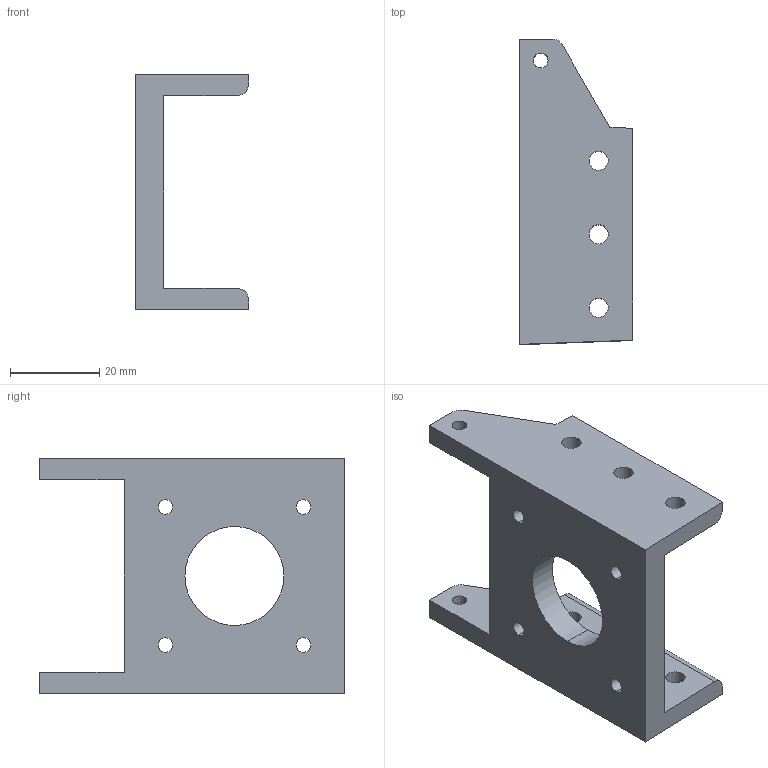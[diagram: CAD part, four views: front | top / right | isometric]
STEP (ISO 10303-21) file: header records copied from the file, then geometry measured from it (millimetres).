
FILE_DESCRIPTION (( 'STEP AP203' ), '1' );
FILE_NAME ('J2 Motor Support.STEP', '2016-07-29T00:15:38', ( '' ), ( '' ), 'SwSTEP 2.0', 'SolidWorks 2015', '' );
FILE_SCHEMA (( 'CONFIG_CONTROL_DESIGN' ));
Length unit declared in the file: inch
Products named in the file (1): J2 Motor Support
Bounding box: 25.4 x 68.53 x 52.83 mm (x, y, z)
Volume: 24650.1 mm3; surface area: 11972.5 mm2
Topology: 1 solids, 1 shells, 46 faces, 132 edges, 88 vertices
Faces by surface type: cylinder 30, plane 16
Entity records: 1663 total; most frequent: CARTESIAN_POINT 279, DIRECTION 278, ORIENTED_EDGE 264, EDGE_CURVE 132, AXIS2_PLACEMENT_3D 103, VERTEX_POINT 88, VECTOR 72, EDGE_LOOP 72
